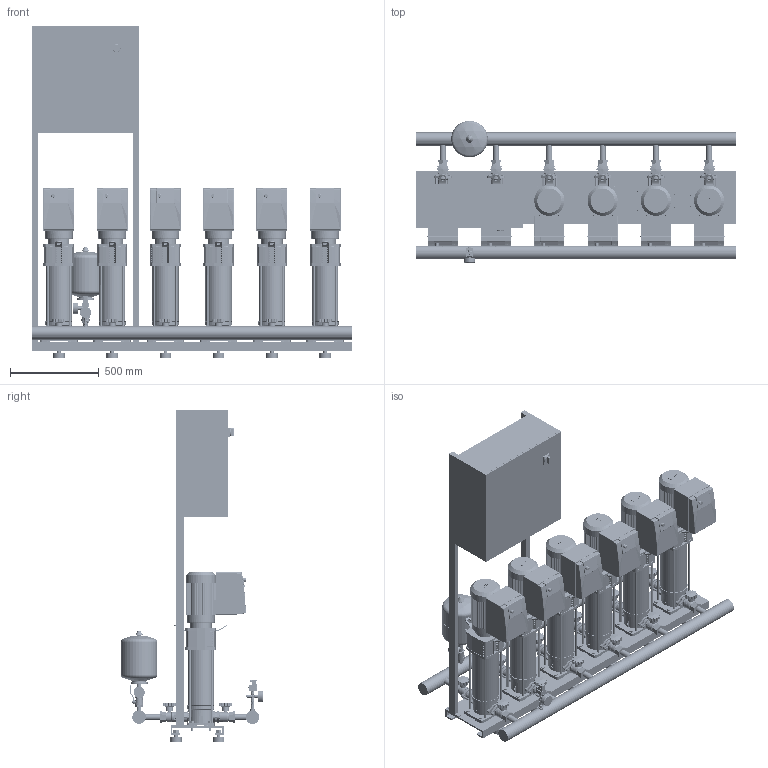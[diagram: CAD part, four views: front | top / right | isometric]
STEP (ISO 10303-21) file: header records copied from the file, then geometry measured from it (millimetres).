
FILE_DESCRIPTION((''),'2;1');
FILE_NAME('3d_COR-6HELIXVE410_K_CCE-01-2537619.stp','2015-10-05T07:22:14',(''),(''),'Mechanical Desktop 2009','Mechanical Desktop 2009',', , ');
FILE_SCHEMA(('CONFIG_CONTROL_DESIGN'));
Length unit declared in the file: millimetre
Products named in the file (1): Product
Bounding box: 1800 x 802 x 1870 mm (x, y, z)
Volume: 269589924.8 mm3; surface area: 13903367.7 mm2
Topology: 275 solids, 275 shells, 8065 faces, 20537 edges, 13346 vertices
Faces by surface type: plane 3374, cylinder 2274, bspline 1916, cone 297, torus 128, sphere 76
Entity records: 258048 total; most frequent: CARTESIAN_POINT 64480, ORIENTED_EDGE 40878, DIRECTION 38122, EDGE_CURVE 20439, VERTEX_POINT 13339, VECTOR 13136, LINE 13136, AXIS2_PLACEMENT_3D 12493
